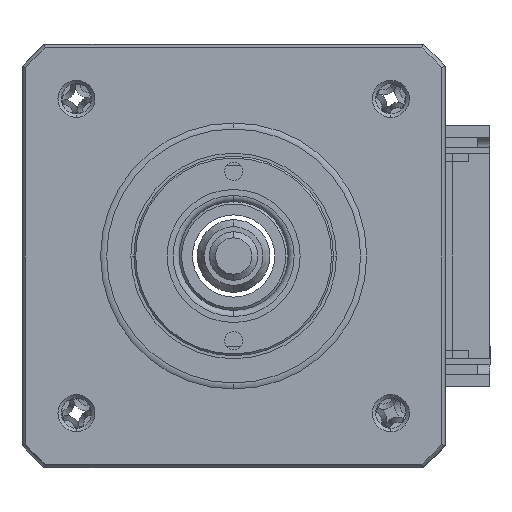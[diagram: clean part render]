
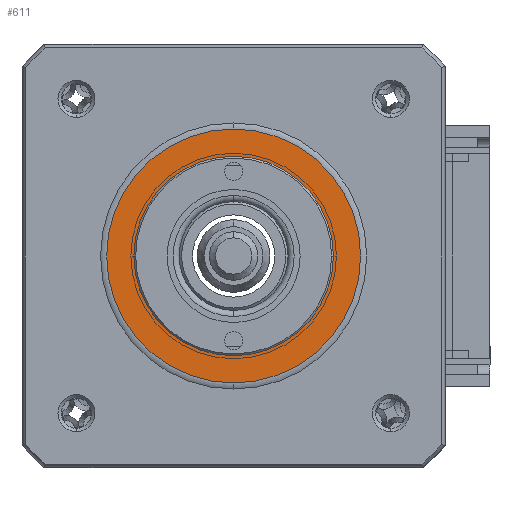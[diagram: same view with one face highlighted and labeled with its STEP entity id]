
A CAD part, left-side view. The second image highlights one B-rep face of the part: STEP entity #611.
In plain terms, the highlighted planar face has unit normal (-1, 0, 0).
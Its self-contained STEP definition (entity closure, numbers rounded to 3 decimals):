
#93 = CIRCLE ( 'NONE', #202, 8.25 ) ;
#177 = CARTESIAN_POINT ( 'NONE',  ( -18.8, 0., 8.25 ) ) ;
#202 = AXIS2_PLACEMENT_3D ( 'NONE', #1920, #7096, #2668 ) ;
#296 = EDGE_LOOP ( 'NONE', ( #6967, #6841 ) ) ;
#376 = DIRECTION ( 'NONE',  ( 0., 0., -1. ) ) ;
#444 = DIRECTION ( 'NONE',  ( -1., 0., 0. ) ) ;
#611 = ADVANCED_FACE ( 'NONE', ( #2511, #4484 ), #1221, .F. ) ;
#642 = EDGE_LOOP ( 'NONE', ( #6954, #6257 ) ) ;
#852 = VERTEX_POINT ( 'NONE', #177 ) ;
#1125 = CARTESIAN_POINT ( 'NONE',  ( -18.8, 0., 0. ) ) ;
#1182 = CARTESIAN_POINT ( 'NONE',  ( -18.8, 0., 10.5 ) ) ;
#1221 = PLANE ( 'NONE',  #1428 ) ;
#1428 = AXIS2_PLACEMENT_3D ( 'NONE', #1125, #1893, #376 ) ;
#1700 = VERTEX_POINT ( 'NONE', #2462 ) ;
#1803 = EDGE_CURVE ( 'NONE', #9202, #1700, #9035, .T. ) ;
#1893 = DIRECTION ( 'NONE',  ( 1., 0., 0. ) ) ;
#1920 = CARTESIAN_POINT ( 'NONE',  ( -18.8, 0., 0. ) ) ;
#2222 = EDGE_CURVE ( 'NONE', #852, #7810, #3138, .T. ) ;
#2462 = CARTESIAN_POINT ( 'NONE',  ( -18.8, 0., -10.5 ) ) ;
#2511 = FACE_BOUND ( 'NONE', #296, .T. ) ;
#2668 = DIRECTION ( 'NONE',  ( 0., 0., -1. ) ) ;
#3138 = CIRCLE ( 'NONE', #3658, 8.25 ) ;
#3214 = DIRECTION ( 'NONE',  ( 1., 0., 0. ) ) ;
#3640 = DIRECTION ( 'NONE',  ( -1., 0., 0. ) ) ;
#3658 = AXIS2_PLACEMENT_3D ( 'NONE', #7635, #3214, #8335 ) ;
#4484 = FACE_OUTER_BOUND ( 'NONE', #642, .T. ) ;
#4864 = CARTESIAN_POINT ( 'NONE',  ( -18.8, 0., 0. ) ) ;
#5383 = CARTESIAN_POINT ( 'NONE',  ( -18.8, 0., -8.25 ) ) ;
#5604 = DIRECTION ( 'NONE',  ( 0., 0., -1. ) ) ;
#6257 = ORIENTED_EDGE ( 'NONE', *, *, #1803, .T. ) ;
#6841 = ORIENTED_EDGE ( 'NONE', *, *, #2222, .T. ) ;
#6954 = ORIENTED_EDGE ( 'NONE', *, *, #8845, .T. ) ;
#6967 = ORIENTED_EDGE ( 'NONE', *, *, #8667, .T. ) ;
#7096 = DIRECTION ( 'NONE',  ( 1., 0., 0. ) ) ;
#7263 = AXIS2_PLACEMENT_3D ( 'NONE', #4864, #444, #5604 ) ;
#7635 = CARTESIAN_POINT ( 'NONE',  ( -18.8, 0., 0. ) ) ;
#7810 = VERTEX_POINT ( 'NONE', #5383 ) ;
#8048 = CARTESIAN_POINT ( 'NONE',  ( -18.8, 0., 0. ) ) ;
#8252 = CIRCLE ( 'NONE', #9197, 10.5 ) ;
#8335 = DIRECTION ( 'NONE',  ( 0., 0., -1. ) ) ;
#8667 = EDGE_CURVE ( 'NONE', #7810, #852, #93, .T. ) ;
#8732 = DIRECTION ( 'NONE',  ( 0., 0., -1. ) ) ;
#8845 = EDGE_CURVE ( 'NONE', #1700, #9202, #8252, .T. ) ;
#9035 = CIRCLE ( 'NONE', #7263, 10.5 ) ;
#9197 = AXIS2_PLACEMENT_3D ( 'NONE', #8048, #3640, #8732 ) ;
#9202 = VERTEX_POINT ( 'NONE', #1182 ) ;
